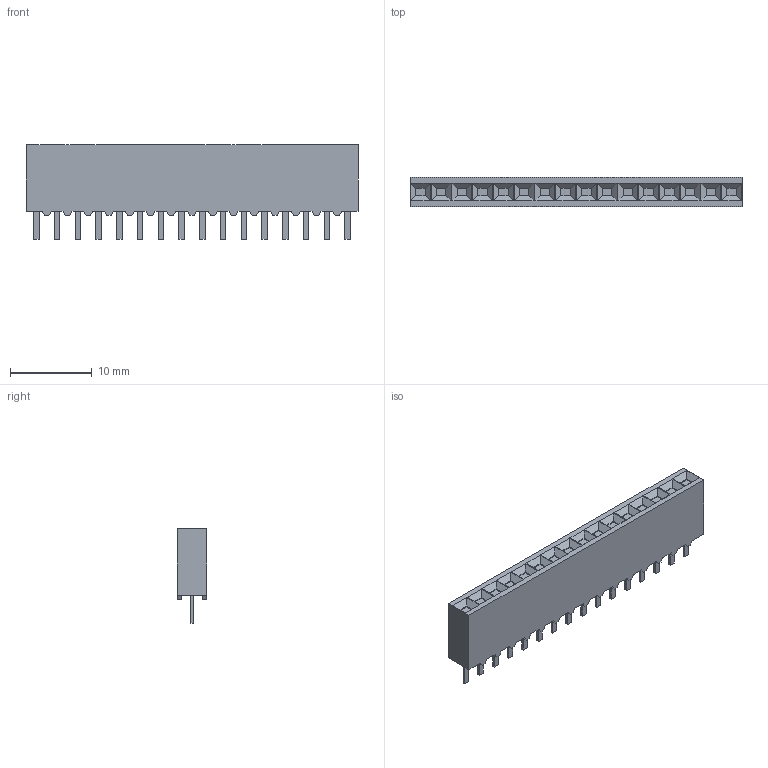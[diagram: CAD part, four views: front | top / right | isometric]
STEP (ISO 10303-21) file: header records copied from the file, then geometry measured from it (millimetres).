
FILE_DESCRIPTION((''),'2;1');
FILE_NAME('C-1-534237-4','2011-01-05T',('workeradm'),('Tyco Electronics Ltd.'),'PRO/ENGINEER BY PARAMETRIC TECHNOLOGY CORPORATION, 2009300','PRO/ENGINEER BY PARAMETRIC TECHNOLOGY CORPORATION, 2009300','');
FILE_SCHEMA(('AUTOMOTIVE_DESIGN { 1 0 10303 214 1 1 1 1 }'));
Length unit declared in the file: millimetre
Products named in the file (1): C-1-534237-4
Bounding box: 40.64 x 3.56 x 11.56 mm (x, y, z)
Volume: 1146.5 mm3; surface area: 1273.1 mm2
Topology: 1 solids, 1 shells, 430 faces, 1076 edges, 696 vertices
Faces by surface type: plane 430
Entity records: 12736 total; most frequent: CARTESIAN_POINT 2204, ORIENTED_EDGE 2152, DIRECTION 1936, VECTOR 1076, LINE 1076, EDGE_CURVE 1076, VERTEX_POINT 696, EDGE_LOOP 478
